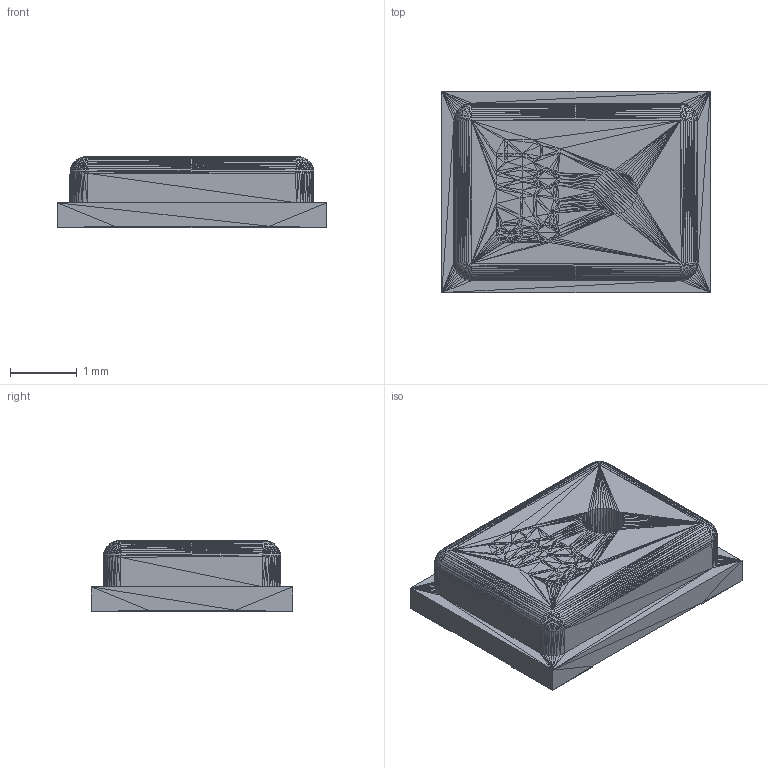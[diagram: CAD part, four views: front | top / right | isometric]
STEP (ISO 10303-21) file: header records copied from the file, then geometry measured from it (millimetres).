
FILE_DESCRIPTION(/* description */ (''),/* implementation_level */ '2;1');
FILE_NAME(/* name */ '${GLOWINGKITTYPARTS}GMA4030H11-F26.step',/* time_stamp */ '2022-04-16T22:21:10+02:00',/* author */ (''),/* organization */ (''),/* preprocessor_version */ 'ST-DEVELOPER v18.1',/* originating_system */ 'Autodesk Translation Framework v10.14.0.1471',/* authorisation */ '');
FILE_SCHEMA (('AUTOMOTIVE_DESIGN { 1 0 10303 214 3 1 1 }'));
Length unit declared in the file: millimetre
Products named in the file (1): GMA4030H11-F26
Bounding box: 4.01 x 3 x 1.06 mm (x, y, z)
Volume: 10.6 mm3; surface area: 39.2 mm2
Topology: 1 solids, 1 shells, 2520 faces, 3780 edges, 1262 vertices
Faces by surface type: plane 2520
Entity records: 49192 total; most frequent: DIRECTION 8822, CARTESIAN_POINT 7563, ORIENTED_EDGE 7560, LINE 3780, VECTOR 3780, EDGE_CURVE 3780, AXIS2_PLACEMENT_3D 2521, FACE_OUTER_BOUND 2520
